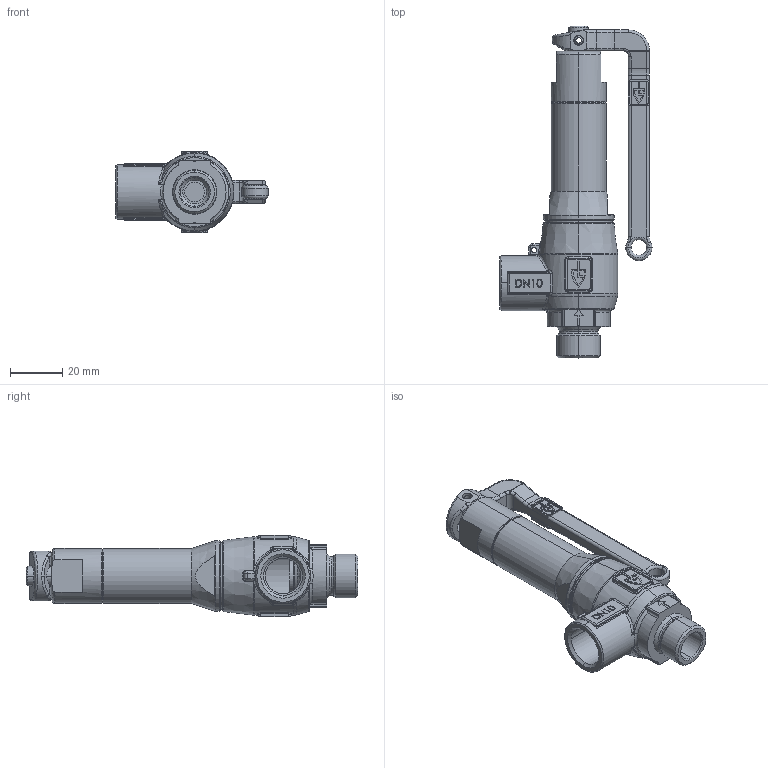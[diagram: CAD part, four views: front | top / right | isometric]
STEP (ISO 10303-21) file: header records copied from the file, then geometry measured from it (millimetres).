
FILE_DESCRIPTION (( 'STEP AP214' ), '1' );
FILE_NAME ('460L_3_8 BSP Dummy.STEP', '2012-04-20T08:50:58', ( 'Blankenhorn' ), ( '' ), 'SwSTEP 2.0', 'SolidWorks 2011', '' );
FILE_SCHEMA (( 'AUTOMOTIVE_DESIGN' ));
Length unit declared in the file: millimetre
Products named in the file (1): 460L_3_8 BSP Dummy
Bounding box: 58 x 126.65 x 31 mm (x, y, z)
Volume: 38824.6 mm3; surface area: 25834.3 mm2
Topology: 8 solids, 8 shells, 752 faces, 1826 edges, 1124 vertices
Faces by surface type: plane 268, cylinder 208, bspline 121, torus 90, cone 57, sphere 8
Entity records: 35973 total; most frequent: CARTESIAN_POINT 10575, ORIENTED_EDGE 3632, DIRECTION 3438, EDGE_CURVE 1816, AXIS2_PLACEMENT_3D 1295, VERTEX_POINT 1124, LINE 848, VECTOR 848
